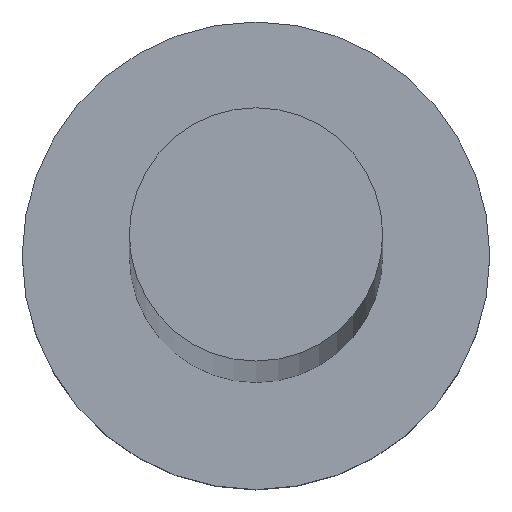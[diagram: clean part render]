
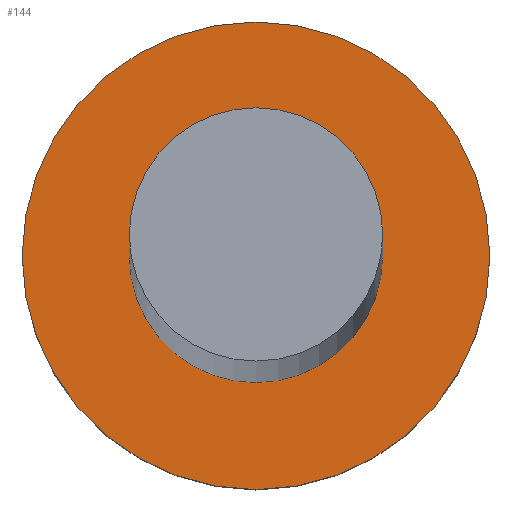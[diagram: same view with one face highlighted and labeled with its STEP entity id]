
A CAD part, top view. The second image highlights one B-rep face of the part: STEP entity #144.
In plain terms, the highlighted planar face has unit normal (0, 0, 1).
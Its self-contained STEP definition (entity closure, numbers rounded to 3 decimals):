
#2 = EDGE_CURVE ( 'NONE', #160, #115, #32, .T. ) ;
#21 = ORIENTED_EDGE ( 'NONE', *, *, #63, .F. ) ;
#23 = ORIENTED_EDGE ( 'NONE', *, *, #244, .T. ) ;
#31 = DIRECTION ( 'NONE',  ( 1., 0., 0. ) ) ;
#32 = CIRCLE ( 'NONE', #80, 3.25 ) ;
#33 = CARTESIAN_POINT ( 'NONE',  ( -6., 0., 5. ) ) ;
#34 = CARTESIAN_POINT ( 'NONE',  ( -3.25, 0., 5. ) ) ;
#37 = DIRECTION ( 'NONE',  ( 1., 0., 0. ) ) ;
#42 = ORIENTED_EDGE ( 'NONE', *, *, #2, .F. ) ;
#56 = VERTEX_POINT ( 'NONE', #33 ) ;
#58 = CARTESIAN_POINT ( 'NONE',  ( 0., 0., 5. ) ) ;
#60 = VERTEX_POINT ( 'NONE', #243 ) ;
#61 = DIRECTION ( 'NONE',  ( 1., 0., 0. ) ) ;
#63 = EDGE_CURVE ( 'NONE', #115, #160, #205, .T. ) ;
#66 = CARTESIAN_POINT ( 'NONE',  ( 0., 0., 5. ) ) ;
#80 = AXIS2_PLACEMENT_3D ( 'NONE', #58, #86, #173 ) ;
#86 = DIRECTION ( 'NONE',  ( 0., 0., 1. ) ) ;
#87 = FACE_BOUND ( 'NONE', #101, .T. ) ;
#90 = CARTESIAN_POINT ( 'NONE',  ( 3.25, 0., 5. ) ) ;
#91 = CARTESIAN_POINT ( 'NONE',  ( 0., 0., 5. ) ) ;
#101 = EDGE_LOOP ( 'NONE', ( #21, #42 ) ) ;
#106 = CIRCLE ( 'NONE', #211, 6. ) ;
#108 = EDGE_CURVE ( 'NONE', #60, #56, #106, .T. ) ;
#109 = DIRECTION ( 'NONE',  ( 0., 0., 1. ) ) ;
#114 = CIRCLE ( 'NONE', #190, 6. ) ;
#115 = VERTEX_POINT ( 'NONE', #34 ) ;
#134 = ORIENTED_EDGE ( 'NONE', *, *, #108, .T. ) ;
#143 = DIRECTION ( 'NONE',  ( 1., 0., 0. ) ) ;
#144 = ADVANCED_FACE ( 'NONE', ( #87, #206 ), #225, .T. ) ;
#148 = CARTESIAN_POINT ( 'NONE',  ( 0., 0., 5. ) ) ;
#149 = CARTESIAN_POINT ( 'NONE',  ( 0., 0., 5. ) ) ;
#156 = EDGE_LOOP ( 'NONE', ( #23, #134 ) ) ;
#160 = VERTEX_POINT ( 'NONE', #90 ) ;
#170 = AXIS2_PLACEMENT_3D ( 'NONE', #66, #109, #31 ) ;
#173 = DIRECTION ( 'NONE',  ( 1., 0., 0. ) ) ;
#190 = AXIS2_PLACEMENT_3D ( 'NONE', #149, #215, #37 ) ;
#204 = DIRECTION ( 'NONE',  ( 0., 0., 1. ) ) ;
#205 = CIRCLE ( 'NONE', #255, 3.25 ) ;
#206 = FACE_OUTER_BOUND ( 'NONE', #156, .T. ) ;
#211 = AXIS2_PLACEMENT_3D ( 'NONE', #148, #204, #143 ) ;
#215 = DIRECTION ( 'NONE',  ( 0., 0., 1. ) ) ;
#225 = PLANE ( 'NONE',  #170 ) ;
#229 = DIRECTION ( 'NONE',  ( 0., 0., 1. ) ) ;
#243 = CARTESIAN_POINT ( 'NONE',  ( 6., 0., 5. ) ) ;
#244 = EDGE_CURVE ( 'NONE', #56, #60, #114, .T. ) ;
#255 = AXIS2_PLACEMENT_3D ( 'NONE', #91, #229, #61 ) ;
